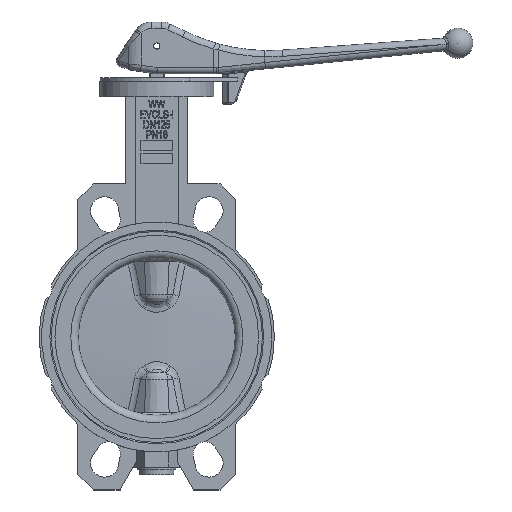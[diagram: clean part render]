
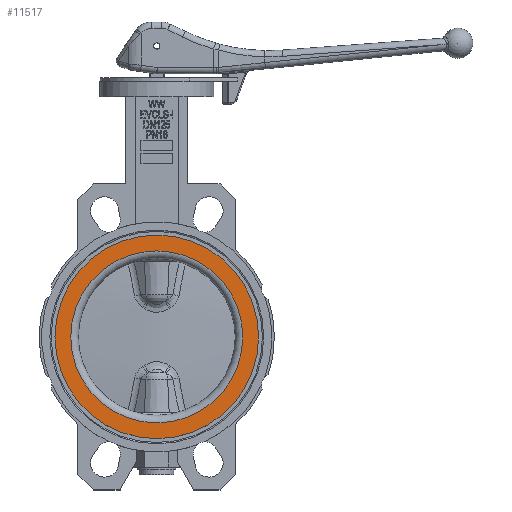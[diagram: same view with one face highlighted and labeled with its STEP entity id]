
A CAD part, top view. The second image highlights one B-rep face of the part: STEP entity #11517.
In plain terms, the highlighted planar face has unit normal (0, 0, 1).
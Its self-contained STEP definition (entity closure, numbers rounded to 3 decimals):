
#148=FACE_BOUND('',#1960,.T.);
#341=PLANE('',#12500);
#1284=FACE_OUTER_BOUND('',#1959,.T.);
#1959=EDGE_LOOP('',(#8997));
#1960=EDGE_LOOP('',(#8998));
#4523=CIRCLE('',#12385,68.);
#4524=CIRCLE('',#12387,80.5);
#5106=VERTEX_POINT('',#19958);
#5107=VERTEX_POINT('',#19962);
#6380=EDGE_CURVE('',#5106,#5106,#4523,.T.);
#6381=EDGE_CURVE('',#5107,#5107,#4524,.T.);
#8997=ORIENTED_EDGE('',*,*,#6381,.T.);
#8998=ORIENTED_EDGE('',*,*,#6380,.F.);
#11517=ADVANCED_FACE('',(#1284,#148),#341,.F.);
#12385=AXIS2_PLACEMENT_3D('',#19960,#14057,#14058);
#12387=AXIS2_PLACEMENT_3D('',#19963,#14061,#14062);
#12500=AXIS2_PLACEMENT_3D('',#21662,#14513,#14514);
#14057=DIRECTION('center_axis',(0.,0.,1.));
#14058=DIRECTION('ref_axis',(1.,0.,0.));
#14061=DIRECTION('center_axis',(0.,0.,1.));
#14062=DIRECTION('ref_axis',(1.,0.,0.));
#14513=DIRECTION('center_axis',(0.,0.,-1.));
#14514=DIRECTION('ref_axis',(-1.,0.,0.));
#19958=CARTESIAN_POINT('',(-68.,0.,29.));
#19960=CARTESIAN_POINT('Origin',(0.,0.,29.));
#19962=CARTESIAN_POINT('',(-80.5,0.,29.));
#19963=CARTESIAN_POINT('Origin',(0.,0.,29.));
#21662=CARTESIAN_POINT('Origin',(0.,68.,29.));
